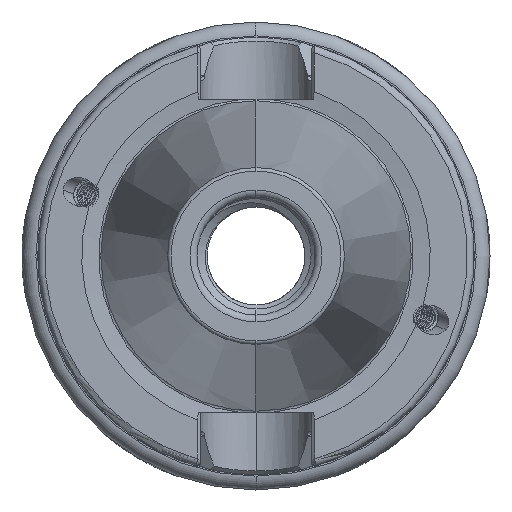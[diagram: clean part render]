
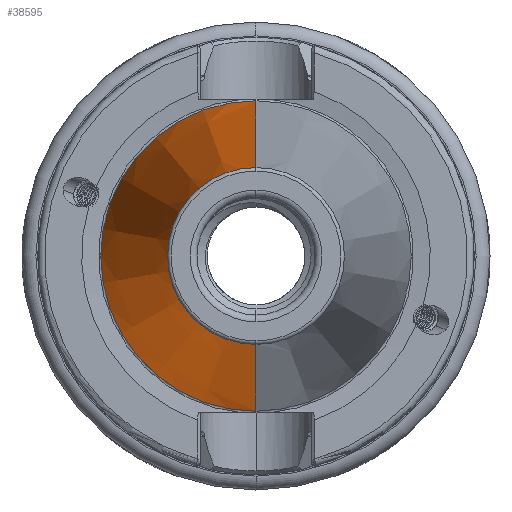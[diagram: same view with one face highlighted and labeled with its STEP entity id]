
A CAD part, left-side view. The second image highlights one B-rep face of the part: STEP entity #38595.
In plain terms, the highlighted conical face has half-angle 8.297 degrees and reference radius 22.385 mm.
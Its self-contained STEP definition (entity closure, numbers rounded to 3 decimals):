
#4166 = VERTEX_POINT ( 'NONE', #26217 ) ;
#4414 = VERTEX_POINT ( 'NONE', #26675 ) ;
#4417 = VERTEX_POINT ( 'NONE', #26740 ) ;
#4427 = VERTEX_POINT ( 'NONE', #26772 ) ;
#5256 = CIRCLE ( 'NONE', #14322, 22.385 ) ;
#10854 = DIRECTION ( 'NONE',  ( 1., 0., 0. ) ) ;
#10898 = CARTESIAN_POINT ( 'NONE',  ( -0.9, 0., 0. ) ) ;
#10900 = DIRECTION ( 'NONE',  ( 0., 0., -1. ) ) ;
#12313 = AXIS2_PLACEMENT_3D ( 'NONE', #29975, #30002, #29987 ) ;
#12404 = AXIS2_PLACEMENT_3D ( 'NONE', #32179, #32127, #32153 ) ;
#14322 = AXIS2_PLACEMENT_3D ( 'NONE', #10898, #10854, #10900 ) ;
#21257 = CONICAL_SURFACE ( 'NONE', #12404, 22.385, 0.145 ) ;
#21339 = FACE_OUTER_BOUND ( 'NONE', #22340, .T. ) ;
#22340 = EDGE_LOOP ( 'NONE', ( #38633, #38571, #38520, #38630 ) ) ;
#22487 = CIRCLE ( 'NONE', #12313, 12.75 ) ;
#22560 = VECTOR ( 'NONE', #30256, 1000. ) ;
#22571 = LINE ( 'NONE', #30262, #22560 ) ;
#22582 = VECTOR ( 'NONE', #30382, 1000. ) ;
#22590 = LINE ( 'NONE', #30370, #22582 ) ;
#26217 = CARTESIAN_POINT ( 'NONE',  ( -0.9, 0., 22.385 ) ) ;
#26675 = CARTESIAN_POINT ( 'NONE',  ( -66.972, 0., -12.75 ) ) ;
#26740 = CARTESIAN_POINT ( 'NONE',  ( -0.9, 0., -22.385 ) ) ;
#26772 = CARTESIAN_POINT ( 'NONE',  ( -66.972, 0., 12.75 ) ) ;
#27986 = EDGE_CURVE ( 'NONE', #4417, #4166, #5256, .T. ) ;
#29975 = CARTESIAN_POINT ( 'NONE',  ( -66.972, 0., 0. ) ) ;
#29987 = DIRECTION ( 'NONE',  ( 0., 0., -1. ) ) ;
#30002 = DIRECTION ( 'NONE',  ( 1., 0., 0. ) ) ;
#30256 = DIRECTION ( 'NONE',  ( 0.99, 0., 0.144 ) ) ;
#30262 = CARTESIAN_POINT ( 'NONE',  ( -0.9, 0., 22.385 ) ) ;
#30370 = CARTESIAN_POINT ( 'NONE',  ( -0.9, 0., -22.385 ) ) ;
#30382 = DIRECTION ( 'NONE',  ( 0.99, 0., -0.144 ) ) ;
#32127 = DIRECTION ( 'NONE',  ( 1., 0., 0. ) ) ;
#32153 = DIRECTION ( 'NONE',  ( 0., 0., -1. ) ) ;
#32179 = CARTESIAN_POINT ( 'NONE',  ( -0.9, 0., 0. ) ) ;
#33018 = EDGE_CURVE ( 'NONE', #4414, #4427, #22487, .T. ) ;
#33085 = EDGE_CURVE ( 'NONE', #4427, #4166, #22571, .T. ) ;
#33105 = EDGE_CURVE ( 'NONE', #4414, #4417, #22590, .T. ) ;
#38520 = ORIENTED_EDGE ( 'NONE', *, *, #27986, .F. ) ;
#38571 = ORIENTED_EDGE ( 'NONE', *, *, #33085, .T. ) ;
#38595 = ADVANCED_FACE ( 'NONE', ( #21339 ), #21257, .T. ) ;
#38630 = ORIENTED_EDGE ( 'NONE', *, *, #33105, .F. ) ;
#38633 = ORIENTED_EDGE ( 'NONE', *, *, #33018, .T. ) ;
